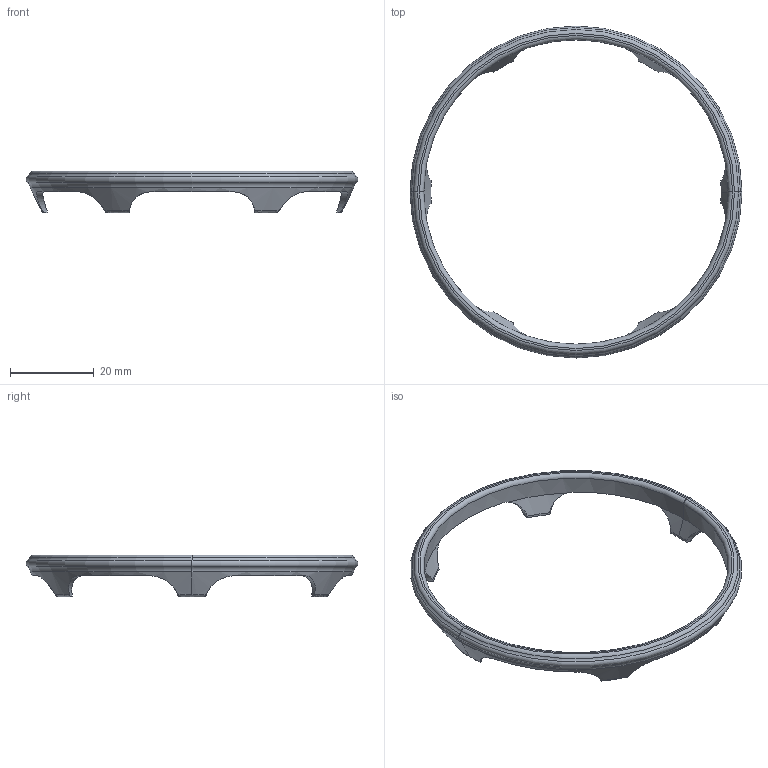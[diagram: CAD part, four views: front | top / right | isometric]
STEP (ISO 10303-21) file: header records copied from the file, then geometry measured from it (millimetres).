
FILE_DESCRIPTION (( 'STEP AP214' ), '1' );
FILE_NAME ('outwheel-ring-v5.STEP', '2017-08-09T09:46:51', ( '' ), ( '' ), 'SwSTEP 2.0', 'SolidWorks 2017', '' );
FILE_SCHEMA (( 'AUTOMOTIVE_DESIGN' ));
Length unit declared in the file: millimetre
Products named in the file (1): outwheel-ring-v5
Bounding box: 79.49 x 79.49 x 10 mm (x, y, z)
Volume: 3442.9 mm3; surface area: 3953.7 mm2
Topology: 1 solids, 1 shells, 65 faces, 179 edges, 115 vertices
Faces by surface type: cone 18, torus 17, cylinder 17, plane 13
Entity records: 2527 total; most frequent: CARTESIAN_POINT 906, ORIENTED_EDGE 358, DIRECTION 315, EDGE_CURVE 179, AXIS2_PLACEMENT_3D 140, VERTEX_POINT 115, CIRCLE 74, B_SPLINE_CURVE_WITH_KNOTS 70
